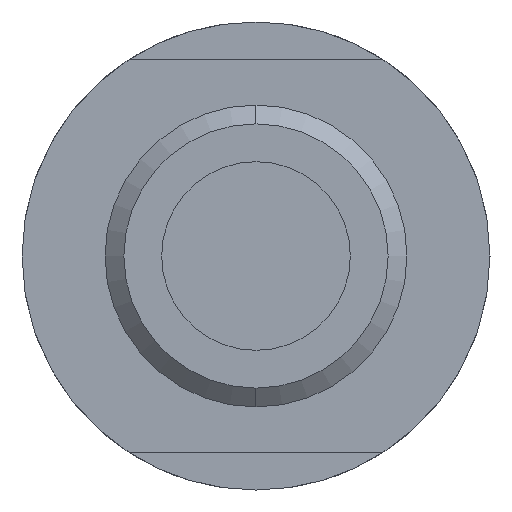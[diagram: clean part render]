
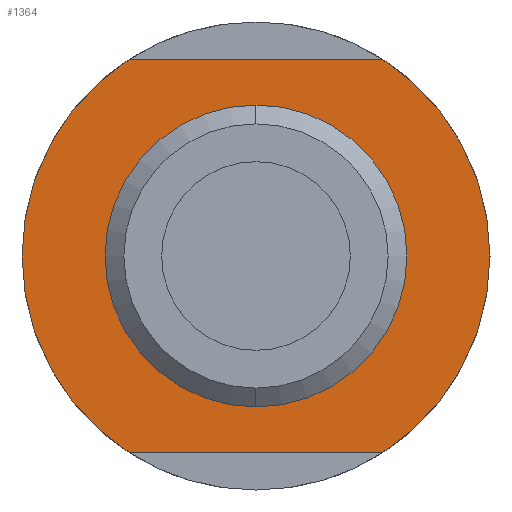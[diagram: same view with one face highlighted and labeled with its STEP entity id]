
A CAD part, left-side view. The second image highlights one B-rep face of the part: STEP entity #1364.
In plain terms, the highlighted planar face has unit normal (-1, 0, 0).
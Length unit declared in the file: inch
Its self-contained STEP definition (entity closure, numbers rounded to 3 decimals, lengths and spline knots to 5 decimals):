
#36 = DIRECTION ( 'NONE',  ( -1., 0., 0. ) ) ;
#85 = ORIENTED_EDGE ( 'NONE', *, *, #1202, .T. ) ;
#104 = CARTESIAN_POINT ( 'NONE',  ( -1.125, 0., -0.21 ) ) ;
#107 = EDGE_LOOP ( 'NONE', ( #695, #170 ) ) ;
#146 = DIRECTION ( 'NONE',  ( 0., 0., 1. ) ) ;
#170 = ORIENTED_EDGE ( 'NONE', *, *, #960, .F. ) ;
#178 = CARTESIAN_POINT ( 'NONE',  ( -1.125, 0., 0. ) ) ;
#199 = AXIS2_PLACEMENT_3D ( 'NONE', #256, #468, #263 ) ;
#256 = CARTESIAN_POINT ( 'NONE',  ( -1.125, 0., 0. ) ) ;
#263 = DIRECTION ( 'NONE',  ( 0., 0., 1. ) ) ;
#284 = CARTESIAN_POINT ( 'NONE',  ( -1.125, 0.20181, -0.3125 ) ) ;
#326 = DIRECTION ( 'NONE',  ( 0., -1., 0. ) ) ;
#329 = CIRCLE ( 'NONE', #199, 0.372 ) ;
#333 = VERTEX_POINT ( 'NONE', #1290 ) ;
#336 = CARTESIAN_POINT ( 'NONE',  ( -1.125, 0., 0. ) ) ;
#351 = CIRCLE ( 'NONE', #1218, 0.372 ) ;
#362 = EDGE_CURVE ( 'NONE', #705, #575, #329, .T. ) ;
#371 = ORIENTED_EDGE ( 'NONE', *, *, #1233, .F. ) ;
#374 = AXIS2_PLACEMENT_3D ( 'NONE', #916, #840, #622 ) ;
#399 = EDGE_CURVE ( 'NONE', #897, #1038, #1309, .T. ) ;
#420 = AXIS2_PLACEMENT_3D ( 'NONE', #178, #1348, #482 ) ;
#428 = CARTESIAN_POINT ( 'NONE',  ( -1.125, 0.20181, 0.3125 ) ) ;
#468 = DIRECTION ( 'NONE',  ( -1., 0., 0. ) ) ;
#472 = VERTEX_POINT ( 'NONE', #1126 ) ;
#482 = DIRECTION ( 'NONE',  ( 0., 0., 1. ) ) ;
#536 = EDGE_LOOP ( 'NONE', ( #1368, #1250, #85, #371 ) ) ;
#570 = CARTESIAN_POINT ( 'NONE',  ( -1.125, 0., 0. ) ) ;
#575 = VERTEX_POINT ( 'NONE', #284 ) ;
#576 = LINE ( 'NONE', #776, #670 ) ;
#622 = DIRECTION ( 'NONE',  ( 0., 0., -1. ) ) ;
#670 = VECTOR ( 'NONE', #326, 39.37008 ) ;
#695 = ORIENTED_EDGE ( 'NONE', *, *, #399, .F. ) ;
#705 = VERTEX_POINT ( 'NONE', #428 ) ;
#719 = EDGE_CURVE ( 'NONE', #333, #575, #1166, .T. ) ;
#757 = DIRECTION ( 'NONE',  ( 0., 1., 0. ) ) ;
#773 = DIRECTION ( 'NONE',  ( -1., 0., 0. ) ) ;
#776 = CARTESIAN_POINT ( 'NONE',  ( -1.125, 0.21, 0.3125 ) ) ;
#840 = DIRECTION ( 'NONE',  ( 1., 0., 0. ) ) ;
#872 = FACE_BOUND ( 'NONE', #107, .T. ) ;
#882 = PLANE ( 'NONE',  #374 ) ;
#897 = VERTEX_POINT ( 'NONE', #1363 ) ;
#916 = CARTESIAN_POINT ( 'NONE',  ( -1.125, 0.21, 0. ) ) ;
#960 = EDGE_CURVE ( 'NONE', #1038, #897, #1033, .T. ) ;
#1033 = CIRCLE ( 'NONE', #420, 0.21 ) ;
#1038 = VERTEX_POINT ( 'NONE', #104 ) ;
#1126 = CARTESIAN_POINT ( 'NONE',  ( -1.125, -0.20181, 0.3125 ) ) ;
#1166 = LINE ( 'NONE', #1404, #1334 ) ;
#1202 = EDGE_CURVE ( 'NONE', #333, #472, #351, .T. ) ;
#1218 = AXIS2_PLACEMENT_3D ( 'NONE', #570, #36, #1325 ) ;
#1233 = EDGE_CURVE ( 'NONE', #705, #472, #576, .T. ) ;
#1250 = ORIENTED_EDGE ( 'NONE', *, *, #719, .F. ) ;
#1290 = CARTESIAN_POINT ( 'NONE',  ( -1.125, -0.20181, -0.3125 ) ) ;
#1309 = CIRCLE ( 'NONE', #1405, 0.21 ) ;
#1314 = FACE_OUTER_BOUND ( 'NONE', #536, .T. ) ;
#1325 = DIRECTION ( 'NONE',  ( 0., 0., 1. ) ) ;
#1334 = VECTOR ( 'NONE', #757, 39.37008 ) ;
#1348 = DIRECTION ( 'NONE',  ( -1., 0., 0. ) ) ;
#1363 = CARTESIAN_POINT ( 'NONE',  ( -1.125, 0., 0.21 ) ) ;
#1364 = ADVANCED_FACE ( 'NONE', ( #872, #1314 ), #882, .F. ) ;
#1368 = ORIENTED_EDGE ( 'NONE', *, *, #362, .T. ) ;
#1404 = CARTESIAN_POINT ( 'NONE',  ( -1.125, 0.21, -0.3125 ) ) ;
#1405 = AXIS2_PLACEMENT_3D ( 'NONE', #336, #773, #146 ) ;
